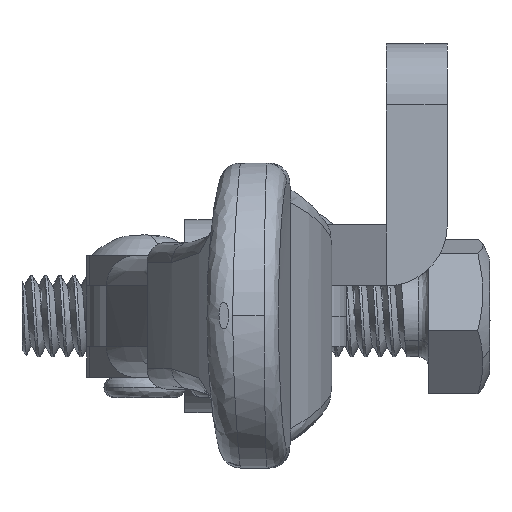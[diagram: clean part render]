
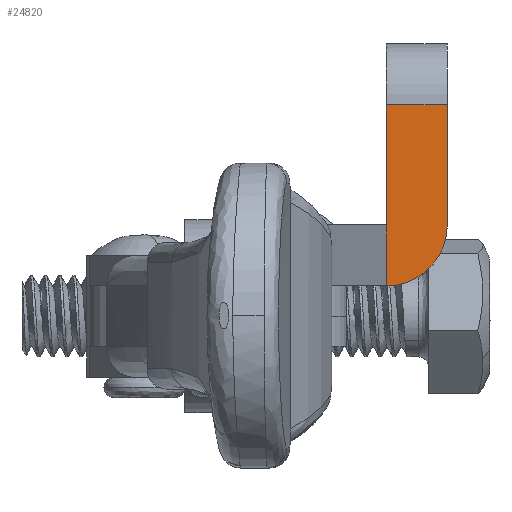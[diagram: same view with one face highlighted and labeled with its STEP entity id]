
A CAD part, left-side view. The second image highlights one B-rep face of the part: STEP entity #24820.
In plain terms, the highlighted planar face has unit normal (-1, 0, 0).
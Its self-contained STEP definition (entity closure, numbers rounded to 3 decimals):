
#250 = DIRECTION ( 'NONE',  ( 0., 0., -1. ) ) ;
#254 = CARTESIAN_POINT ( 'NONE',  ( -11.9, 3., 8.9 ) ) ;
#268 = CARTESIAN_POINT ( 'NONE',  ( -11.9, 0., 8.9 ) ) ;
#275 = DIRECTION ( 'NONE',  ( 0., -1., 0. ) ) ;
#2649 = CARTESIAN_POINT ( 'NONE',  ( -11.9, 3., 0. ) ) ;
#2690 = DIRECTION ( 'NONE',  ( 0., 0., 1. ) ) ;
#2714 = CARTESIAN_POINT ( 'NONE',  ( -11.9, 3., 3. ) ) ;
#2717 = DIRECTION ( 'NONE',  ( 1., 0., 0. ) ) ;
#2719 = DIRECTION ( 'NONE',  ( 0., 0., 1. ) ) ;
#2869 = DIRECTION ( 'NONE',  ( 0., 0., -1. ) ) ;
#2885 = CARTESIAN_POINT ( 'NONE',  ( -11.9, 0., 0. ) ) ;
#6995 = CARTESIAN_POINT ( 'NONE',  ( -11.9, 3., 8.9 ) ) ;
#7017 = CARTESIAN_POINT ( 'NONE',  ( -11.9, 0., 8.9 ) ) ;
#7067 = CARTESIAN_POINT ( 'NONE',  ( -11.9, 0., 3. ) ) ;
#7074 = CARTESIAN_POINT ( 'NONE',  ( -11.9, 3., 3. ) ) ;
#8367 = VERTEX_POINT ( 'NONE', #7074 ) ;
#8771 = VERTEX_POINT ( 'NONE', #6995 ) ;
#8794 = VERTEX_POINT ( 'NONE', #7017 ) ;
#8842 = VERTEX_POINT ( 'NONE', #7067 ) ;
#11917 = CARTESIAN_POINT ( 'NONE',  ( -11.9, 3., 0. ) ) ;
#12218 = EDGE_CURVE ( 'NONE', #23506, #8367, #29230, .T. ) ;
#12222 = EDGE_CURVE ( 'NONE', #8842, #23506, #29235, .T. ) ;
#12244 = EDGE_CURVE ( 'NONE', #8794, #8842, #29319, .T. ) ;
#12369 = VECTOR ( 'NONE', #250, 1000. ) ;
#12371 = VECTOR ( 'NONE', #275, 1000. ) ;
#12372 = LINE ( 'NONE', #254, #12369 ) ;
#12373 = LINE ( 'NONE', #268, #12371 ) ;
#14041 = EDGE_CURVE ( 'NONE', #8771, #8794, #12373, .T. ) ;
#14042 = EDGE_CURVE ( 'NONE', #8771, #8367, #12372, .T. ) ;
#14534 = AXIS2_PLACEMENT_3D ( 'NONE', #2714, #2717, #2719 ) ;
#16053 = FACE_OUTER_BOUND ( 'NONE', #17481, .T. ) ;
#17481 = EDGE_LOOP ( 'NONE', ( #22041, #22733, #21962, #22039, #22916 ) ) ;
#18810 = CARTESIAN_POINT ( 'NONE',  ( -11.9, 0., 0. ) ) ;
#18822 = PLANE ( 'NONE',  #27622 ) ;
#18828 = DIRECTION ( 'NONE',  ( 1., 0., 0. ) ) ;
#18830 = DIRECTION ( 'NONE',  ( 0., 0., -1. ) ) ;
#21962 = ORIENTED_EDGE ( 'NONE', *, *, #14042, .T. ) ;
#22039 = ORIENTED_EDGE ( 'NONE', *, *, #12218, .F. ) ;
#22041 = ORIENTED_EDGE ( 'NONE', *, *, #12244, .F. ) ;
#22733 = ORIENTED_EDGE ( 'NONE', *, *, #14041, .F. ) ;
#22916 = ORIENTED_EDGE ( 'NONE', *, *, #12222, .F. ) ;
#23506 = VERTEX_POINT ( 'NONE', #11917 ) ;
#24820 = ADVANCED_FACE ( 'NONE', ( #16053 ), #18822, .F. ) ;
#27622 = AXIS2_PLACEMENT_3D ( 'NONE', #18810, #18828, #18830 ) ;
#29230 = LINE ( 'NONE', #2649, #29293 ) ;
#29235 = CIRCLE ( 'NONE', #14534, 3. ) ;
#29293 = VECTOR ( 'NONE', #2690, 1000. ) ;
#29319 = LINE ( 'NONE', #2885, #29335 ) ;
#29335 = VECTOR ( 'NONE', #2869, 1000. ) ;
